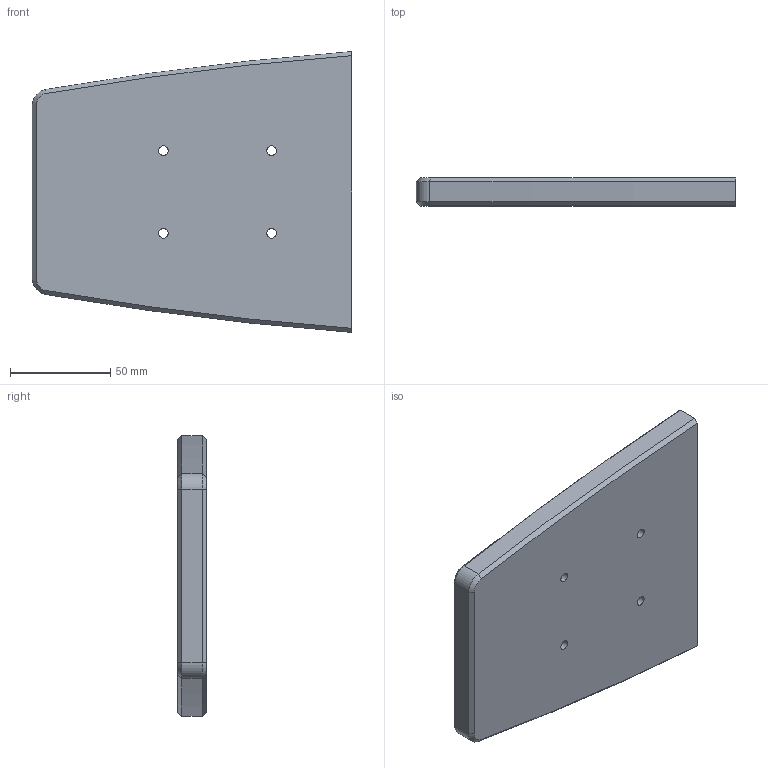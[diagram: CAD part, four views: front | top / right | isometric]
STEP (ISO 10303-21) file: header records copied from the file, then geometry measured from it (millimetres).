
FILE_DESCRIPTION(/* description */ (''),/* implementation_level */ '2;1');
FILE_NAME(/* name */ 'endpiece.stp',/* time_stamp */ '2023-06-29T14:34:31-07:00',/* author */ ('devan'),/* organization */ (''),/* preprocessor_version */ 'ST-DEVELOPER v19.2',/* originating_system */ 'Autodesk Inventor 2024',/* authorisation */ '');
FILE_SCHEMA (('AUTOMOTIVE_DESIGN { 1 0 10303 214 3 1 1 }'));
Length unit declared in the file: millimetre
Products named in the file (1): board
Bounding box: 159.4 x 14 x 140.16 mm (x, y, z)
Volume: 260439.8 mm3; surface area: 51221 mm2
Topology: 1 solids, 1 shells, 32 faces, 73 edges, 46 vertices
Faces by surface type: cone 12, cylinder 11, plane 9
Full cylindrical faces by diameter (mm): 4.76 x4, 6.6 x2, 10 x1
Entity records: 966 total; most frequent: DIRECTION 173, CARTESIAN_POINT 160, ORIENTED_EDGE 146, EDGE_CURVE 73, AXIS2_PLACEMENT_3D 71, VERTEX_POINT 46, EDGE_LOOP 43, CIRCLE 38
